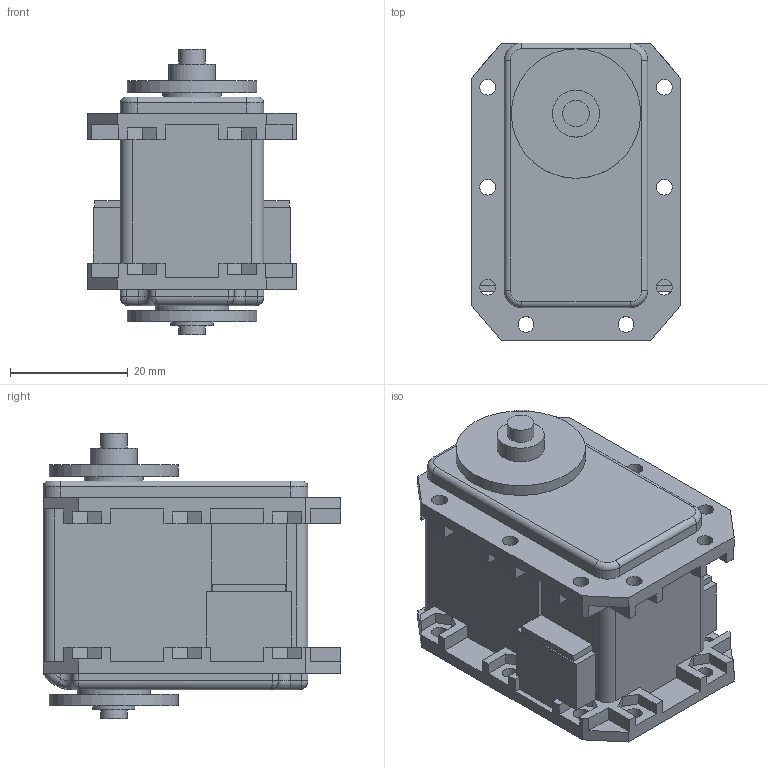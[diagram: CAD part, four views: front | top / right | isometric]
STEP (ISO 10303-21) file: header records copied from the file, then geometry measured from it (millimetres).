
FILE_DESCRIPTION(/* description */ (''),/* implementation_level */ '2;1');
FILE_NAME(/* name */ 'Dynamixel RX28 Representation v1.step',/* time_stamp */ '2019-01-08T22:12:15+00:00',/* author */ ('mason.carterQTU9R'),/* organization */ (''),/* preprocessor_version */ 'ST-DEVELOPER v17.2',/* originating_system */ 'Autodesk Translation Framework v7.6.0.251',/* authorisation */ '');
FILE_SCHEMA (('AUTOMOTIVE_DESIGN { 1 0 10303 214 3 1 1 }'));
Length unit declared in the file: millimetre
Products named in the file (1): Dynamixel RX28
Bounding box: 35.6 x 50.6 x 48.5 mm (x, y, z)
Volume: 45081.7 mm3; surface area: 12504.3 mm2
Topology: 1 solids, 1 shells, 322 faces, 886 edges, 578 vertices
Faces by surface type: plane 246, cylinder 58, torus 10, bspline 8
Full cylindrical faces by diameter (mm): 2.7 x16, 4.5 x2, 7.2 x1, 8 x2, 10 x1, 12.5 x1, 13 x1, 22 x2
Entity records: 11781 total; most frequent: CARTESIAN_POINT 3121, ORIENTED_EDGE 1772, DIRECTION 1628, EDGE_CURVE 886, LINE 710, VECTOR 710, VERTEX_POINT 578, AXIS2_PLACEMENT_3D 459
